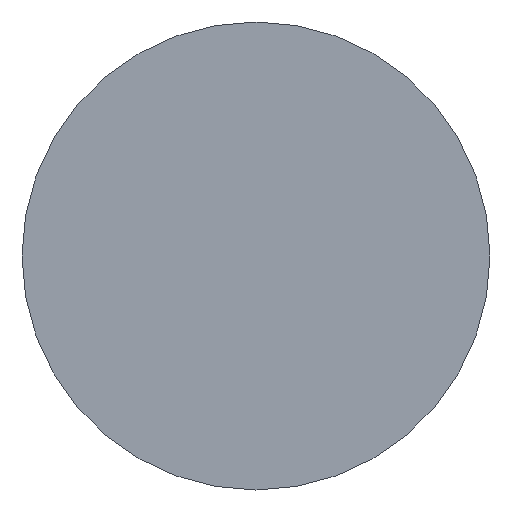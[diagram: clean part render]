
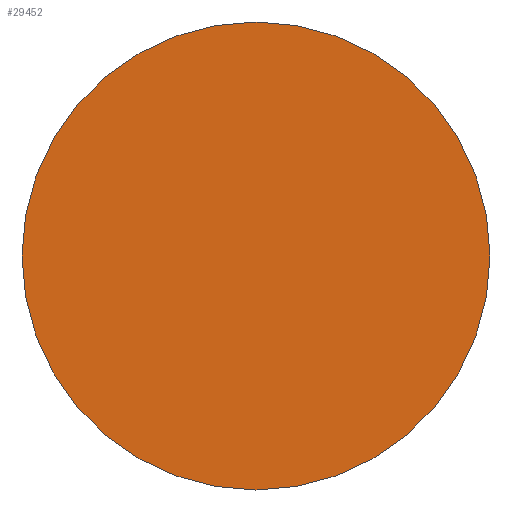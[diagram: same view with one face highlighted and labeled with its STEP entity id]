
A CAD part, left-side view. The second image highlights one B-rep face of the part: STEP entity #29452.
In plain terms, the highlighted planar face has unit normal (-1, 0, 0).
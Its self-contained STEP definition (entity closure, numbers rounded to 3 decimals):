
#14229=ORIENTED_EDGE('',*,*,#18752,.T.);
#18752=EDGE_CURVE('',#21446,#21446,#23262,.T.);
#21446=VERTEX_POINT('',#63296);
#23262=CIRCLE('',#32841,79.);
#25187=EDGE_LOOP('',(#14229));
#27132=FACE_BOUND('',#25187,.T.);
#27578=PLANE('',#32840);
#29452=ADVANCED_FACE('',(#27132),#27578,.T.);
#32840=AXIS2_PLACEMENT_3D('',#63294,#40450,#40451);
#32841=AXIS2_PLACEMENT_3D('',#63295,#40452,#40453);
#40450=DIRECTION('',(-1.,0.,0.));
#40451=DIRECTION('',(0.,0.,1.));
#40452=DIRECTION('',(-1.,0.,0.));
#40453=DIRECTION('',(0.,0.,1.));
#63294=CARTESIAN_POINT('',(49.71,0.,0.));
#63295=CARTESIAN_POINT('',(49.71,0.,0.));
#63296=CARTESIAN_POINT('',(49.71,0.,79.));
